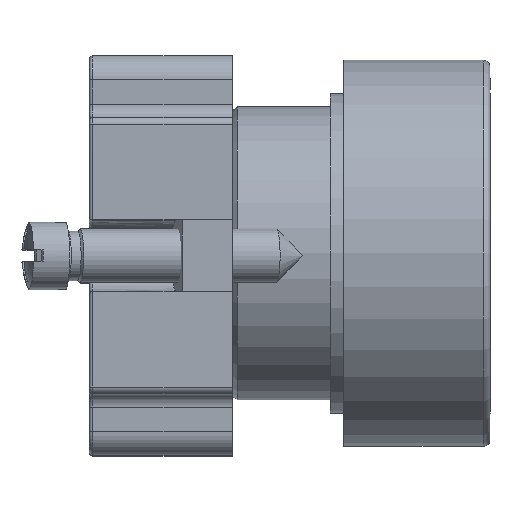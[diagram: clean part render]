
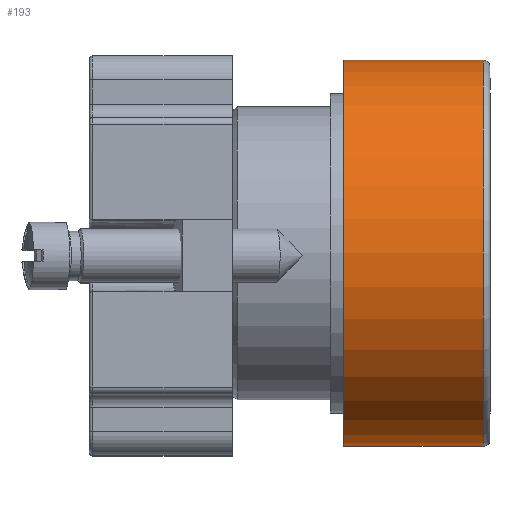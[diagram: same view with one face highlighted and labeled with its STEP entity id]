
A CAD part, top view. The second image highlights one B-rep face of the part: STEP entity #193.
In plain terms, the highlighted cylindrical face has radius 14.5 mm (diameter 29 mm), a full revolution.
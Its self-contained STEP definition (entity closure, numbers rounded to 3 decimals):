
#151=CARTESIAN_POINT('',(2.248,14.468,0.0));
#152=VERTEX_POINT('',#151);
#153=CARTESIAN_POINT('',(2.248,-0.032,0.0));
#154=DIRECTION('',(1.0,0.0,0.0));
#155=DIRECTION('',(0.0,-1.0,0.0));
#156=AXIS2_PLACEMENT_3D('',#153,#154,#155);
#157=CIRCLE('',#156,14.5);
#158=EDGE_CURVE('',#152,#152,#157,.T.);
#174=CARTESIAN_POINT('',(-2.752,-0.032,0.0));
#175=DIRECTION('',(1.0,0.,0.0));
#176=DIRECTION('',(0.0,1.0,0.0));
#177=AXIS2_PLACEMENT_3D('',#174,#175,#176);
#178=CYLINDRICAL_SURFACE('',#177,14.5);
#179=CARTESIAN_POINT('',(-8.252,14.468,0.0));
#180=VERTEX_POINT('',#179);
#181=CARTESIAN_POINT('',(-8.252,-0.032,0.0));
#182=DIRECTION('',(1.0,0.0,0.0));
#183=DIRECTION('',(0.0,1.0,0.0));
#184=AXIS2_PLACEMENT_3D('',#181,#182,#183);
#185=CIRCLE('',#184,14.5);
#186=EDGE_CURVE('',#180,#180,#185,.T.);
#187=ORIENTED_EDGE('',*,*,#186,.T.);
#188=EDGE_LOOP('',(#187));
#189=FACE_OUTER_BOUND('',#188,.T.);
#190=ORIENTED_EDGE('',*,*,#158,.F.);
#191=EDGE_LOOP('',(#190));
#192=FACE_BOUND('',#191,.T.);
#193=ADVANCED_FACE('',(#189,#192),#178,.T.);
